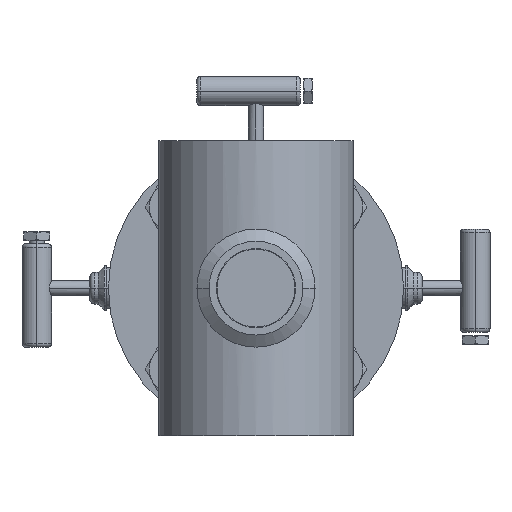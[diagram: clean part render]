
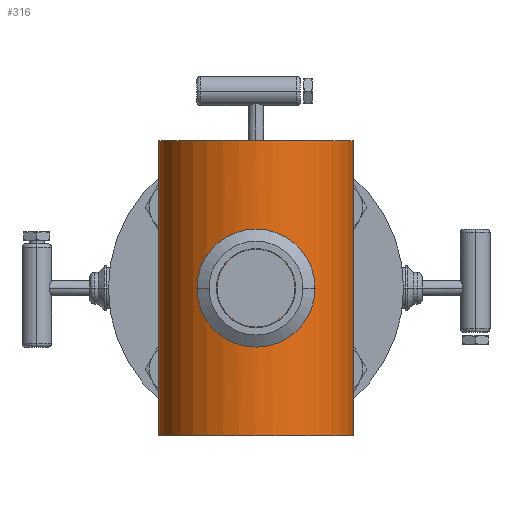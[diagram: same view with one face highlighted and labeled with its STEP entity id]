
A CAD part, front view. The second image highlights one B-rep face of the part: STEP entity #316.
In plain terms, the highlighted cylindrical face has radius 41.948 mm (diameter 83.896 mm), a partial arc.
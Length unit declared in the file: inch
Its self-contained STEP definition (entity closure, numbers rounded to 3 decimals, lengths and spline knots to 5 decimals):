
#6=CARTESIAN_POINT('',(0.,0.,-2.5));
#7=DIRECTION('',(0.,0.,1.));
#8=DIRECTION('',(-1.,0.,0.));
#9=AXIS2_PLACEMENT_3D('',#6,#7,#8);
#21=DIRECTION('',(0.,0.,1.));
#22=VECTOR('',#21,5.);
#23=CARTESIAN_POINT('',(1.6515,0.,-2.5));
#24=LINE('',#23,#22);
#63=DIRECTION('',(0.,0.,1.));
#64=VECTOR('',#63,5.);
#65=CARTESIAN_POINT('',(-1.6515,0.,-2.5));
#66=LINE('',#65,#64);
#67=CARTESIAN_POINT('',(0.375,-1.60836,
0.));
#68=CARTESIAN_POINT('',(0.375,-1.60836,-0.02488));
#69=CARTESIAN_POINT('',(0.37016,-1.6095,
-0.07355));
#70=CARTESIAN_POINT('',(0.3486,-1.61437,
-0.14469));
#71=CARTESIAN_POINT('',(0.31375,-1.6216,
-0.20973));
#72=CARTESIAN_POINT('',(0.26697,-1.63006,
-0.26676));
#73=CARTESIAN_POINT('',(0.20998,-1.63849,
-0.3136));
#74=CARTESIAN_POINT('',(0.14483,-1.64562,
-0.34853));
#75=CARTESIAN_POINT('',(0.07388,-1.65038,
-0.37013));
#76=CARTESIAN_POINT('',(-0.00005,-1.65206,
-0.37744));
#77=CARTESIAN_POINT('',(-0.074,-1.65038,
-0.37011));
#78=CARTESIAN_POINT('',(-0.14497,-1.6456,
-0.34847));
#79=CARTESIAN_POINT('',(-0.21013,-1.63847,
-0.3135));
#80=CARTESIAN_POINT('',(-0.2671,-1.63004,
-0.26663));
#81=CARTESIAN_POINT('',(-0.31384,-1.62158,
-0.20959));
#82=CARTESIAN_POINT('',(-0.34864,-1.61436,
-0.14458));
#83=CARTESIAN_POINT('',(-0.37018,-1.6095,
-0.07347));
#84=CARTESIAN_POINT('',(-0.375,-1.60836,
-0.02485));
#85=CARTESIAN_POINT('',(-0.375,-1.60836,
0.));
#87=CARTESIAN_POINT('',(-0.375,-1.60836,
0.));
#88=CARTESIAN_POINT('',(-0.375,-1.60836,0.02488));
#89=CARTESIAN_POINT('',(-0.37016,-1.6095,
0.07355));
#90=CARTESIAN_POINT('',(-0.3486,-1.61437,
0.14469));
#91=CARTESIAN_POINT('',(-0.31375,-1.6216,
0.20973));
#92=CARTESIAN_POINT('',(-0.26697,-1.63006,
0.26676));
#93=CARTESIAN_POINT('',(-0.20998,-1.63849,
0.3136));
#94=CARTESIAN_POINT('',(-0.14483,-1.64562,
0.34853));
#95=CARTESIAN_POINT('',(-0.07388,-1.65038,
0.37013));
#96=CARTESIAN_POINT('',(0.00005,-1.65206,0.37744));
#97=CARTESIAN_POINT('',(0.074,-1.65038,0.37011));
#98=CARTESIAN_POINT('',(0.14497,-1.6456,0.34847));
#99=CARTESIAN_POINT('',(0.21013,-1.63847,0.3135));
#100=CARTESIAN_POINT('',(0.2671,-1.63004,
0.26663));
#101=CARTESIAN_POINT('',(0.31384,-1.62158,
0.20959));
#102=CARTESIAN_POINT('',(0.34864,-1.61436,
0.14458));
#103=CARTESIAN_POINT('',(0.37018,-1.6095,
0.07347));
#104=CARTESIAN_POINT('',(0.375,-1.60836,
0.02485));
#105=CARTESIAN_POINT('',(0.375,-1.60836,
0.));
#112=CARTESIAN_POINT('',(0.,0.,2.5));
#113=DIRECTION('',(0.,0.,1.));
#114=DIRECTION('',(-1.,0.,0.));
#115=AXIS2_PLACEMENT_3D('',#112,#113,#114);
#231=CARTESIAN_POINT('',(1.6515,0.,-2.5));
#232=CARTESIAN_POINT('',(-1.6515,0.,-2.5));
#233=VERTEX_POINT('',#231);
#234=VERTEX_POINT('',#232);
#239=CARTESIAN_POINT('',(1.6515,0.,2.5));
#240=CARTESIAN_POINT('',(-1.6515,0.,2.5));
#241=VERTEX_POINT('',#239);
#242=VERTEX_POINT('',#240);
#247=VERTEX_POINT('',#67);
#248=VERTEX_POINT('',#85);
#298=CARTESIAN_POINT('',(0.,0.,-2.5));
#299=DIRECTION('',(0.,0.,1.));
#300=DIRECTION('',(1.,0.,0.));
#301=AXIS2_PLACEMENT_3D('',#298,#299,#300);
#302=CYLINDRICAL_SURFACE('',#301,1.6515);
#303=ORIENTED_EDGE('',*,*,#266,.F.);
#304=ORIENTED_EDGE('',*,*,#287,.T.);
#306=ORIENTED_EDGE('',*,*,#305,.T.);
#307=ORIENTED_EDGE('',*,*,#283,.F.);
#308=EDGE_LOOP('',(#303,#304,#306,#307));
#309=FACE_OUTER_BOUND('',#308,.F.);
#311=ORIENTED_EDGE('',*,*,#310,.F.);
#313=ORIENTED_EDGE('',*,*,#312,.F.);
#314=EDGE_LOOP('',(#311,#313));
#315=FACE_BOUND('',#314,.F.);
#10=CIRCLE('',#9,1.6515);
#86=B_SPLINE_CURVE_WITH_KNOTS('',3,(#67,#68,#69,#70,#71,#72,#73,#74,#75,#76,#77,
#78,#79,#80,#81,#82,#83,#84,#85),.UNSPECIFIED.,.F.,.F.,(4,1,1,1,1,1,1,1,1,1,1,1,
1,1,1,1,4),(0.,0.0625,0.125,0.1875,0.25,0.3125,0.375,0.4375,
0.5,0.5625,0.625,0.6875,0.75,0.8125,0.875,0.9375,1.),
.UNSPECIFIED.);
#106=B_SPLINE_CURVE_WITH_KNOTS('',3,(#87,#88,#89,#90,#91,#92,#93,#94,#95,#96,
#97,#98,#99,#100,#101,#102,#103,#104,#105),.UNSPECIFIED.,.F.,.F.,(4,1,1,1,1,1,1,
1,1,1,1,1,1,1,1,1,4),(0.,0.0625,0.125,0.1875,0.25,0.3125,0.375,
0.4375,0.5,0.5625,0.625,0.6875,0.75,0.8125,0.875,0.9375,1.),
.UNSPECIFIED.);
#116=CIRCLE('',#115,1.6515);
#266=EDGE_CURVE('',#234,#233,#10,.T.);
#283=EDGE_CURVE('',#233,#241,#24,.T.);
#287=EDGE_CURVE('',#234,#242,#66,.T.);
#305=EDGE_CURVE('',#242,#241,#116,.T.);
#310=EDGE_CURVE('',#247,#248,#86,.T.);
#312=EDGE_CURVE('',#248,#247,#106,.T.);
#316=ADVANCED_FACE('',(#309,#315),#302,.T.);
